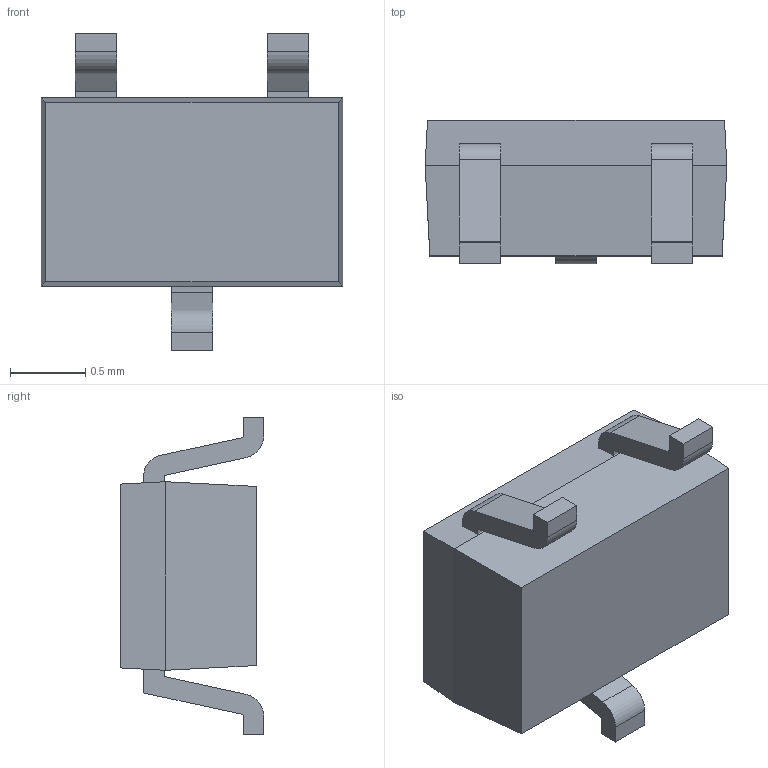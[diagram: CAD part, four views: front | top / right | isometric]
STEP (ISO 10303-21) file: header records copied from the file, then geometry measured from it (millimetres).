
FILE_DESCRIPTION(('FreeCAD Model'),'2;1');
FILE_NAME( 'SOT_323_3.step', '2021-02-18T19:19:48',('Author'),(''), 'Open CASCADE STEP processor 7.3','FreeCAD','Unknown');
FILE_SCHEMA(('AUTOMOTIVE_DESIGN { 1 0 10303 214 1 1 1 1 }'));
Length unit declared in the file: millimetre
Products named in the file (1): User_Library-BC847BW
Bounding box: 2 x 0.95 x 2.1 mm (x, y, z)
Volume: 2.3 mm3; surface area: 14.5 mm2
Topology: 4 solids, 4 shells, 48 faces, 348 edges, 1004 vertices
Faces by surface type: plane 40, cylinder 8
Entity records: 5595 total; most frequent: CARTESIAN_POINT 1645, DIRECTION 724, LINE 516, VECTOR 516, GEOMETRIC_CURVE_SET 233, ORIENTED_EDGE 232, PCURVE 232, DEFINITIONAL_REPRESENTATION 232
